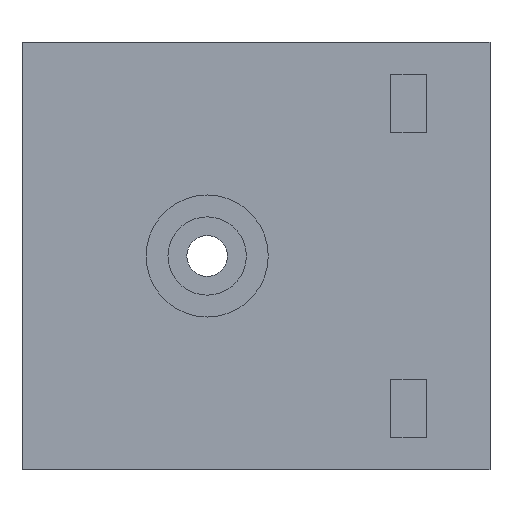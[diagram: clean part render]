
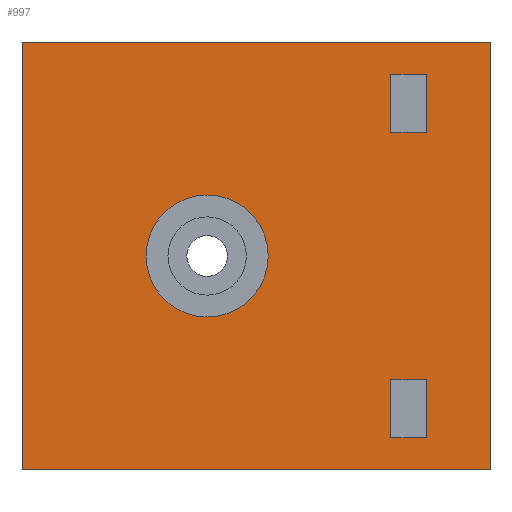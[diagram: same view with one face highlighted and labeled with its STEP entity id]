
A CAD part, front view. The second image highlights one B-rep face of the part: STEP entity #997.
In plain terms, the highlighted planar face has unit normal (0, -1, 0).
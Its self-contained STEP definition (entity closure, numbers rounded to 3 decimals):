
#14 = EDGE_CURVE ( 'NONE', #312, #293, #689, .T. ) ;
#16 = EDGE_CURVE ( 'NONE', #2326, #2312, #2026, .T. ) ;
#293 = VERTEX_POINT ( 'NONE', #1460 ) ;
#312 = VERTEX_POINT ( 'NONE', #1377 ) ;
#339 = CARTESIAN_POINT ( 'NONE',  ( 344.883, 30.903, -6.498 ) ) ;
#387 = CARTESIAN_POINT ( 'NONE',  ( 348.383, 30.903, -6.498 ) ) ;
#394 = CARTESIAN_POINT ( 'NONE',  ( 344.883, 30.903, 23.502 ) ) ;
#402 = CARTESIAN_POINT ( 'NONE',  ( 354.633, 30.903, -9.623 ) ) ;
#405 = CARTESIAN_POINT ( 'NONE',  ( 354.633, 30.903, 32.377 ) ) ;
#407 = CARTESIAN_POINT ( 'NONE',  ( 344.883, 30.903, -0.748 ) ) ;
#416 = CARTESIAN_POINT ( 'NONE',  ( 308.633, 30.903, 32.377 ) ) ;
#423 = CARTESIAN_POINT ( 'NONE',  ( 308.633, 30.903, -9.623 ) ) ;
#443 = DIRECTION ( 'NONE',  ( 0., 0., 1. ) ) ;
#446 = CARTESIAN_POINT ( 'NONE',  ( 308.633, 30.903, -9.623 ) ) ;
#449 = LINE ( 'NONE', #446, #585 ) ;
#452 = DIRECTION ( 'NONE',  ( 1., 0., 0. ) ) ;
#455 = CARTESIAN_POINT ( 'NONE',  ( 348.383, 30.903, -6.498 ) ) ;
#476 = DIRECTION ( 'NONE',  ( -1., 0., 0. ) ) ;
#477 = CARTESIAN_POINT ( 'NONE',  ( 348.383, 30.903, -0.748 ) ) ;
#480 = CARTESIAN_POINT ( 'NONE',  ( 348.383, 30.903, -0.748 ) ) ;
#481 = CARTESIAN_POINT ( 'NONE',  ( 348.383, 30.903, 23.502 ) ) ;
#482 = LINE ( 'NONE', #477, #581 ) ;
#484 = DIRECTION ( 'NONE',  ( 0., 0., 1. ) ) ;
#491 = CARTESIAN_POINT ( 'NONE',  ( 348.383, 30.903, -0.748 ) ) ;
#494 = LINE ( 'NONE', #491, #580 ) ;
#501 = CARTESIAN_POINT ( 'NONE',  ( 348.383, 30.903, 29.252 ) ) ;
#509 = CARTESIAN_POINT ( 'NONE',  ( 348.383, 30.903, 23.502 ) ) ;
#513 = LINE ( 'NONE', #509, #579 ) ;
#518 = DIRECTION ( 'NONE',  ( 0., 0., -1. ) ) ;
#519 = DIRECTION ( 'NONE',  ( 1., 0., 0. ) ) ;
#521 = CARTESIAN_POINT ( 'NONE',  ( 344.883, 30.903, -0.748 ) ) ;
#522 = CARTESIAN_POINT ( 'NONE',  ( 344.883, 30.903, 29.252 ) ) ;
#570 = VECTOR ( 'NONE', #518, 1000. ) ;
#573 = VECTOR ( 'NONE', #922, 1000. ) ;
#575 = VECTOR ( 'NONE', #918, 1000. ) ;
#576 = VECTOR ( 'NONE', #756, 1000. ) ;
#579 = VECTOR ( 'NONE', #519, 1000. ) ;
#580 = VECTOR ( 'NONE', #484, 1000. ) ;
#581 = VECTOR ( 'NONE', #476, 1000. ) ;
#583 = VECTOR ( 'NONE', #452, 1000. ) ;
#585 = VECTOR ( 'NONE', #443, 1000. ) ;
#632 = VECTOR ( 'NONE', #2386, 1000. ) ;
#689 = CIRCLE ( 'NONE', #697, 6. ) ;
#697 = AXIS2_PLACEMENT_3D ( 'NONE', #2020, #2008, #1419 ) ;
#755 = CARTESIAN_POINT ( 'NONE',  ( 344.883, 30.903, 29.252 ) ) ;
#756 = DIRECTION ( 'NONE',  ( 0., 0., -1. ) ) ;
#787 = LINE ( 'NONE', #755, #576 ) ;
#788 = LINE ( 'NONE', #455, #583 ) ;
#878 = AXIS2_PLACEMENT_3D ( 'NONE', #1783, #1793, #1771 ) ;
#918 = DIRECTION ( 'NONE',  ( -1., 0., 0. ) ) ;
#920 = CARTESIAN_POINT ( 'NONE',  ( 348.383, 30.903, 29.252 ) ) ;
#921 = LINE ( 'NONE', #920, #575 ) ;
#922 = DIRECTION ( 'NONE',  ( 1., 0., 0. ) ) ;
#927 = LINE ( 'NONE', #521, #570 ) ;
#938 = LINE ( 'NONE', #946, #573 ) ;
#946 = CARTESIAN_POINT ( 'NONE',  ( 348.633, 30.903, 32.377 ) ) ;
#951 = EDGE_CURVE ( 'NONE', #2226, #2195, #1988, .T. ) ;
#962 = EDGE_CURVE ( 'NONE', #293, #312, #1174, .T. ) ;
#967 = EDGE_CURVE ( 'NONE', #2210, #2226, #1940, .T. ) ;
#997 = ADVANCED_FACE ( 'NONE', ( #1784, #1798, #1780, #1775 ), #1774, .F. ) ;
#1152 = EDGE_CURVE ( 'NONE', #2198, #2210, #938, .T. ) ;
#1153 = EDGE_CURVE ( 'NONE', #2312, #2288, #921, .T. ) ;
#1154 = EDGE_CURVE ( 'NONE', #2288, #2213, #787, .T. ) ;
#1156 = EDGE_CURVE ( 'NONE', #2209, #2284, #927, .T. ) ;
#1157 = EDGE_CURVE ( 'NONE', #2213, #2326, #513, .T. ) ;
#1158 = EDGE_CURVE ( 'NONE', #2233, #2327, #494, .T. ) ;
#1159 = EDGE_CURVE ( 'NONE', #2327, #2209, #482, .T. ) ;
#1161 = EDGE_CURVE ( 'NONE', #2284, #2233, #788, .T. ) ;
#1162 = EDGE_CURVE ( 'NONE', #2195, #2198, #449, .T. ) ;
#1174 = CIRCLE ( 'NONE', #1198, 6. ) ;
#1182 = VECTOR ( 'NONE', #1923, 1000. ) ;
#1190 = VECTOR ( 'NONE', #1981, 1000. ) ;
#1198 = AXIS2_PLACEMENT_3D ( 'NONE', #1939, #1938, #1937 ) ;
#1377 = CARTESIAN_POINT ( 'NONE',  ( 320.833, 30.903, 11.377 ) ) ;
#1419 = DIRECTION ( 'NONE',  ( -1., 0., 0. ) ) ;
#1460 = CARTESIAN_POINT ( 'NONE',  ( 332.833, 30.903, 11.377 ) ) ;
#1771 = DIRECTION ( 'NONE',  ( 0., 0., 1. ) ) ;
#1774 = PLANE ( 'NONE',  #878 ) ;
#1775 = FACE_BOUND ( 'NONE', #2342, .T. ) ;
#1780 = FACE_BOUND ( 'NONE', #2345, .T. ) ;
#1783 = CARTESIAN_POINT ( 'NONE',  ( 348.633, 30.903, 32.377 ) ) ;
#1784 = FACE_OUTER_BOUND ( 'NONE', #2070, .T. ) ;
#1793 = DIRECTION ( 'NONE',  ( 0., 1., 0. ) ) ;
#1798 = FACE_BOUND ( 'NONE', #2074, .T. ) ;
#1923 = DIRECTION ( 'NONE',  ( 0., 0., -1. ) ) ;
#1932 = CARTESIAN_POINT ( 'NONE',  ( 354.633, 30.903, 32.377 ) ) ;
#1937 = DIRECTION ( 'NONE',  ( -1., 0., 0. ) ) ;
#1938 = DIRECTION ( 'NONE',  ( 0., 1., 0. ) ) ;
#1939 = CARTESIAN_POINT ( 'NONE',  ( 326.833, 30.903, 11.377 ) ) ;
#1940 = LINE ( 'NONE', #1932, #1182 ) ;
#1981 = DIRECTION ( 'NONE',  ( -1., 0., 0. ) ) ;
#1983 = CARTESIAN_POINT ( 'NONE',  ( 348.633, 30.903, -9.623 ) ) ;
#1988 = LINE ( 'NONE', #1983, #1190 ) ;
#2008 = DIRECTION ( 'NONE',  ( 0., 1., 0. ) ) ;
#2009 = CARTESIAN_POINT ( 'NONE',  ( 348.383, 30.903, 29.252 ) ) ;
#2020 = CARTESIAN_POINT ( 'NONE',  ( 326.833, 30.903, 11.377 ) ) ;
#2026 = LINE ( 'NONE', #2009, #632 ) ;
#2070 = EDGE_LOOP ( 'NONE', ( #2165, #2164, #2160, #2162 ) ) ;
#2074 = EDGE_LOOP ( 'NONE', ( #2161, #2156, #2157, #2158 ) ) ;
#2143 = ORIENTED_EDGE ( 'NONE', *, *, #1154, .F. ) ;
#2144 = ORIENTED_EDGE ( 'NONE', *, *, #1153, .F. ) ;
#2145 = ORIENTED_EDGE ( 'NONE', *, *, #16, .F. ) ;
#2146 = ORIENTED_EDGE ( 'NONE', *, *, #962, .T. ) ;
#2147 = ORIENTED_EDGE ( 'NONE', *, *, #14, .T. ) ;
#2156 = ORIENTED_EDGE ( 'NONE', *, *, #1156, .F. ) ;
#2157 = ORIENTED_EDGE ( 'NONE', *, *, #1159, .F. ) ;
#2158 = ORIENTED_EDGE ( 'NONE', *, *, #1158, .F. ) ;
#2159 = ORIENTED_EDGE ( 'NONE', *, *, #1157, .F. ) ;
#2160 = ORIENTED_EDGE ( 'NONE', *, *, #1152, .F. ) ;
#2161 = ORIENTED_EDGE ( 'NONE', *, *, #1161, .F. ) ;
#2162 = ORIENTED_EDGE ( 'NONE', *, *, #1162, .F. ) ;
#2164 = ORIENTED_EDGE ( 'NONE', *, *, #967, .F. ) ;
#2165 = ORIENTED_EDGE ( 'NONE', *, *, #951, .F. ) ;
#2195 = VERTEX_POINT ( 'NONE', #423 ) ;
#2198 = VERTEX_POINT ( 'NONE', #416 ) ;
#2209 = VERTEX_POINT ( 'NONE', #407 ) ;
#2210 = VERTEX_POINT ( 'NONE', #405 ) ;
#2213 = VERTEX_POINT ( 'NONE', #394 ) ;
#2226 = VERTEX_POINT ( 'NONE', #402 ) ;
#2233 = VERTEX_POINT ( 'NONE', #387 ) ;
#2284 = VERTEX_POINT ( 'NONE', #339 ) ;
#2288 = VERTEX_POINT ( 'NONE', #522 ) ;
#2312 = VERTEX_POINT ( 'NONE', #501 ) ;
#2326 = VERTEX_POINT ( 'NONE', #481 ) ;
#2327 = VERTEX_POINT ( 'NONE', #480 ) ;
#2342 = EDGE_LOOP ( 'NONE', ( #2146, #2147 ) ) ;
#2345 = EDGE_LOOP ( 'NONE', ( #2159, #2143, #2144, #2145 ) ) ;
#2386 = DIRECTION ( 'NONE',  ( 0., 0., 1. ) ) ;
